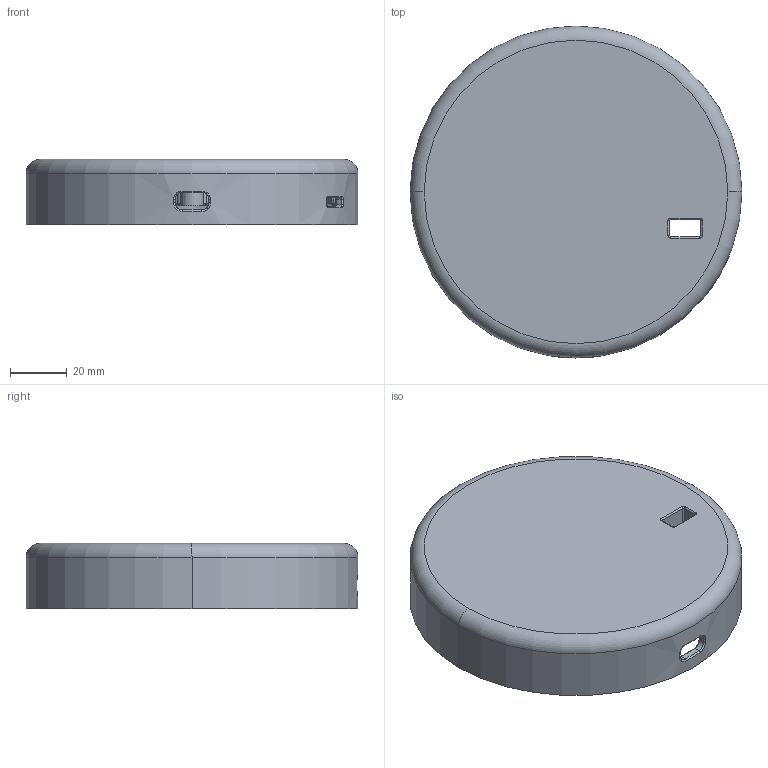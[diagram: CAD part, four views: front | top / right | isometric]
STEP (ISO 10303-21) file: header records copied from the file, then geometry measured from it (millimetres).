
FILE_DESCRIPTION (( 'STEP AP203' ), '1' );
FILE_NAME ('CaseBottom_REV1.STEP', '2025-05-22T20:17:47', ( '' ), ( '' ), 'SwSTEP 2.0', 'SolidWorks 2024', '' );
FILE_SCHEMA (( 'CONFIG_CONTROL_DESIGN' ));
Length unit declared in the file: millimetre
Products named in the file (1): CaseBottom_REV1
Bounding box: 117 x 117 x 23 mm (x, y, z)
Volume: 121290.4 mm3; surface area: 37467.8 mm2
Topology: 1 solids, 1 shells, 380 faces, 884 edges, 496 vertices
Faces by surface type: cylinder 170, torus 80, plane 70, sphere 44, bspline 16
Entity records: 11542 total; most frequent: CARTESIAN_POINT 2818, DIRECTION 2031, ORIENTED_EDGE 1704, AXIS2_PLACEMENT_3D 871, EDGE_CURVE 852, CIRCLE 506, VERTEX_POINT 492, EDGE_LOOP 404
